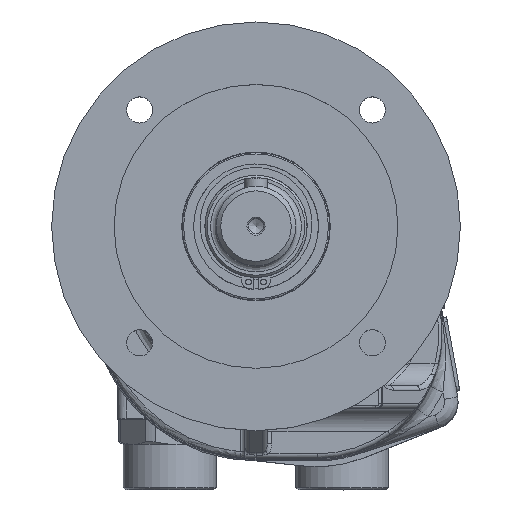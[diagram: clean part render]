
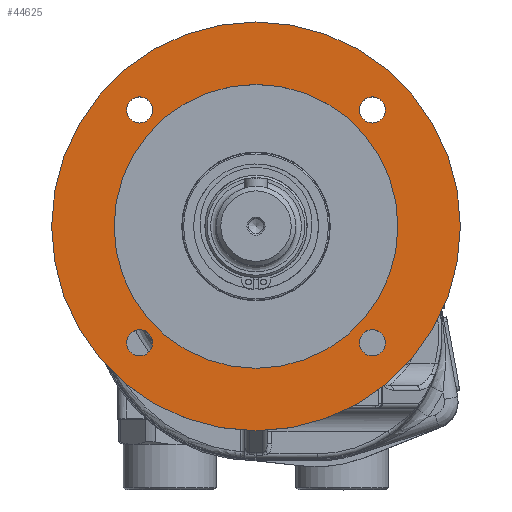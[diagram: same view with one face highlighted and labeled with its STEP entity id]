
A CAD part, top view. The second image highlights one B-rep face of the part: STEP entity #44625.
In plain terms, the highlighted planar face has unit normal (0, 0, 1).
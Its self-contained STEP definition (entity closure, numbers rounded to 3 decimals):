
#44550=CARTESIAN_POINT('',(0.,78.07,216.5));
#44551=VERTEX_POINT('',#44550);
#44552=CARTESIAN_POINT('',(0.,15.57,216.5));
#44553=DIRECTION('',(0.0,0.0,-1.0));
#44554=DIRECTION('',(0.0,1.0,0.0));
#44555=AXIS2_PLACEMENT_3D('',#44552,#44553,#44554);
#44556=CIRCLE('',#44555,62.5);
#44557=EDGE_CURVE('',#44551,#44551,#44556,.T.);
#44562=CARTESIAN_POINT('',(0.,91.82,216.5));
#44563=DIRECTION('',(0.0,0.0,-1.0));
#44564=DIRECTION('',(0.0,-1.0,0.0));
#44565=AXIS2_PLACEMENT_3D('',#44562,#44563,#44564);
#44566=PLANE('',#44565);
#44567=CARTESIAN_POINT('',(0.,105.57,216.5));
#44568=VERTEX_POINT('',#44567);
#44569=CARTESIAN_POINT('',(0.,15.57,216.5));
#44570=DIRECTION('',(0.0,0.0,-1.0));
#44571=DIRECTION('',(0.0,1.0,0.0));
#44572=AXIS2_PLACEMENT_3D('',#44569,#44570,#44571);
#44573=CIRCLE('',#44572,90.);
#44574=EDGE_CURVE('',#44568,#44568,#44573,.T.);
#44575=ORIENTED_EDGE('',*,*,#44574,.F.);
#44576=EDGE_LOOP('',(#44575));
#44577=FACE_OUTER_BOUND('',#44576,.T.);
#44578=CARTESIAN_POINT('',(-45.515,-35.695,216.5));
#44579=VERTEX_POINT('',#44578);
#44580=CARTESIAN_POINT('',(-51.265,-35.695,216.5));
#44581=DIRECTION('',(0.0,0.0,-1.0));
#44582=DIRECTION('',(-1.0,0.0,0.0));
#44583=AXIS2_PLACEMENT_3D('',#44580,#44581,#44582);
#44584=CIRCLE('',#44583,5.75);
#44585=EDGE_CURVE('',#44579,#44579,#44584,.T.);
#44586=ORIENTED_EDGE('',*,*,#44585,.T.);
#44587=EDGE_LOOP('',(#44586));
#44588=FACE_BOUND('',#44587,.T.);
#44589=CARTESIAN_POINT('',(51.265,-29.945,216.5));
#44590=VERTEX_POINT('',#44589);
#44591=CARTESIAN_POINT('',(51.265,-35.695,216.5));
#44592=DIRECTION('',(0.0,0.0,-1.0));
#44593=DIRECTION('',(0.0,-1.0,0.0));
#44594=AXIS2_PLACEMENT_3D('',#44591,#44592,#44593);
#44595=CIRCLE('',#44594,5.75);
#44596=EDGE_CURVE('',#44590,#44590,#44595,.T.);
#44597=ORIENTED_EDGE('',*,*,#44596,.T.);
#44598=EDGE_LOOP('',(#44597));
#44599=FACE_BOUND('',#44598,.T.);
#44600=CARTESIAN_POINT('',(45.515,66.835,216.5));
#44601=VERTEX_POINT('',#44600);
#44602=CARTESIAN_POINT('',(51.265,66.835,216.5));
#44603=DIRECTION('',(0.0,0.0,-1.0));
#44604=DIRECTION('',(1.0,0.0,0.0));
#44605=AXIS2_PLACEMENT_3D('',#44602,#44603,#44604);
#44606=CIRCLE('',#44605,5.75);
#44607=EDGE_CURVE('',#44601,#44601,#44606,.T.);
#44608=ORIENTED_EDGE('',*,*,#44607,.T.);
#44609=EDGE_LOOP('',(#44608));
#44610=FACE_BOUND('',#44609,.T.);
#44611=CARTESIAN_POINT('',(-51.265,61.085,216.5));
#44612=VERTEX_POINT('',#44611);
#44613=CARTESIAN_POINT('',(-51.265,66.835,216.5));
#44614=DIRECTION('',(0.0,0.0,-1.0));
#44615=DIRECTION('',(0.0,1.0,0.0));
#44616=AXIS2_PLACEMENT_3D('',#44613,#44614,#44615);
#44617=CIRCLE('',#44616,5.75);
#44618=EDGE_CURVE('',#44612,#44612,#44617,.T.);
#44619=ORIENTED_EDGE('',*,*,#44618,.T.);
#44620=EDGE_LOOP('',(#44619));
#44621=FACE_BOUND('',#44620,.T.);
#44622=ORIENTED_EDGE('',*,*,#44557,.T.);
#44623=EDGE_LOOP('',(#44622));
#44624=FACE_BOUND('',#44623,.T.);
#44625=ADVANCED_FACE('',(#44577,#44588,#44599,#44610,#44621,#44624),#44566,.F.);
